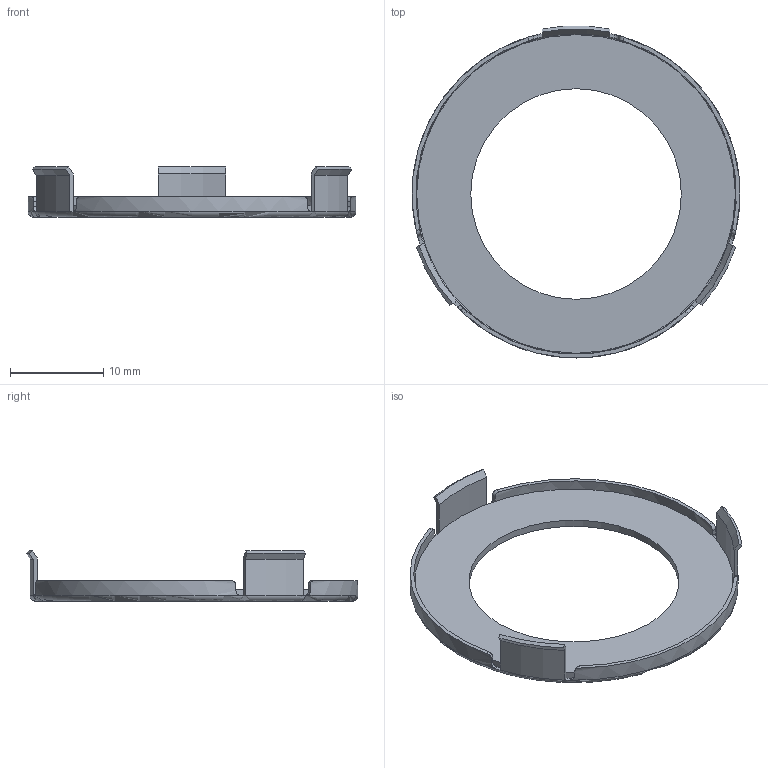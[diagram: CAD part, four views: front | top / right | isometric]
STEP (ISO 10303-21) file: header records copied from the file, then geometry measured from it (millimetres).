
FILE_DESCRIPTION(/* description */ (''),/* implementation_level */ '2;1');
FILE_NAME(/* name */ 'SM16GR.stp',/* time_stamp */ '2025-03-10T14:10:28+09:00',/* author */ ('user'),/* organization */ (''),/* preprocessor_version */ 'ST-DEVELOPER v20',/* originating_system */ 'Autodesk Inventor 2022',/* authorisation */ '');
FILE_SCHEMA (('AUTOMOTIVE_DESIGN { 1 0 10303 214 3 1 1 }'));
Length unit declared in the file: millimetre
Products named in the file (3): SM16GR-ASS'Y; SM16GR-GT; SM16GR-RR
Assembly tree (2 placements, depth 2):
  SM16GR-ASS'Y
    SM16GR-GT
    SM16GR-RR
Bounding box: 35.19 x 35.62 x 5.39 mm (x, y, z)
Volume: 594.7 mm3; surface area: 2179.1 mm2
Topology: 2 solids, 2 shells, 63 faces, 159 edges, 100 vertices
Faces by surface type: cylinder 27, plane 25, cone 9, torus 2
Full cylindrical faces by diameter (mm): 22.6 x1, 31.1 x1, 34.2 x1
Entity records: 2142 total; most frequent: CARTESIAN_POINT 591, ORIENTED_EDGE 318, DIRECTION 301, EDGE_CURVE 159, AXIS2_PLACEMENT_3D 122, VERTEX_POINT 100, EDGE_LOOP 67, FACE_OUTER_BOUND 63
